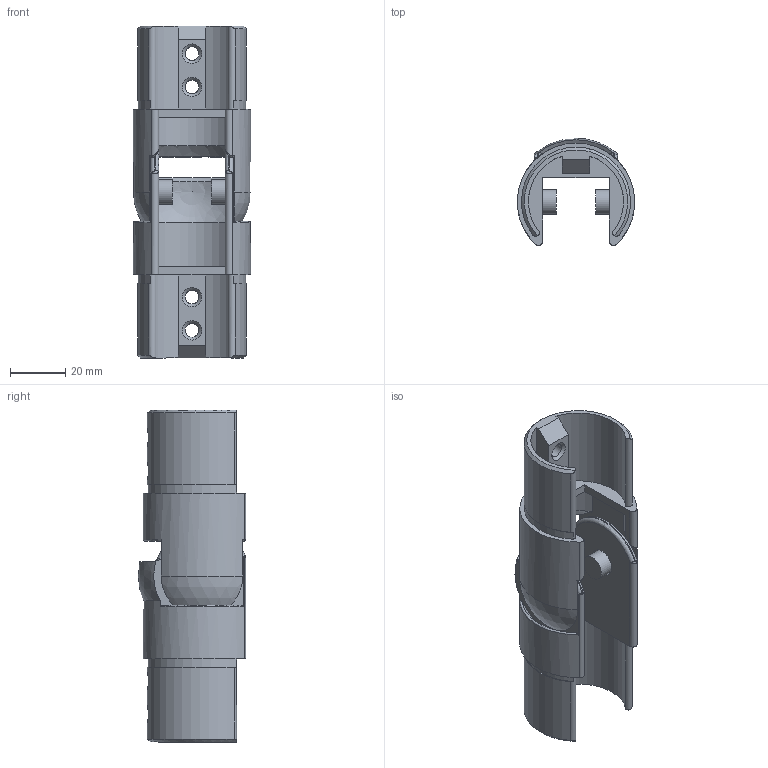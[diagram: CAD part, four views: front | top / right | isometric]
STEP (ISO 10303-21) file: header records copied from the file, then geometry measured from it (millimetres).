
FILE_DESCRIPTION (( 'STEP AP203' ), '1' );
FILE_NAME ('60312-240.STEP', '2020-05-06T08:52:46', ( '' ), ( '' ), 'SwSTEP 2.0', 'SolidWorks 2015', '' );
FILE_SCHEMA (( 'CONFIG_CONTROL_DESIGN' ));
Length unit declared in the file: millimetre
Products named in the file (3): 60312-240 Teil2_60312-240 Teil2; 60312-240 Teil1_60312-240 Teil1; 60312-240
Assembly tree (2 placements, depth 2):
  60312-240
    60312-240 Teil1_60312-240 Teil1
    60312-240 Teil2_60312-240 Teil2
Bounding box: 42.37 x 38.8 x 120 mm (x, y, z)
Volume: 45321.4 mm3; surface area: 28576.4 mm2
Topology: 2 solids, 2 shells, 323 faces, 864 edges, 571 vertices
Faces by surface type: plane 147, bspline 117, cylinder 32, torus 11, sphere 9, cone 7
Full cylindrical faces by diameter (mm): 5 x4, 9 x2, 10 x2
Entity records: 20477 total; most frequent: CARTESIAN_POINT 12994, ORIENTED_EDGE 1670, DIRECTION 1108, EDGE_CURVE 835, VERTEX_POINT 560, VECTOR 464, LINE 464, EDGE_LOOP 379
